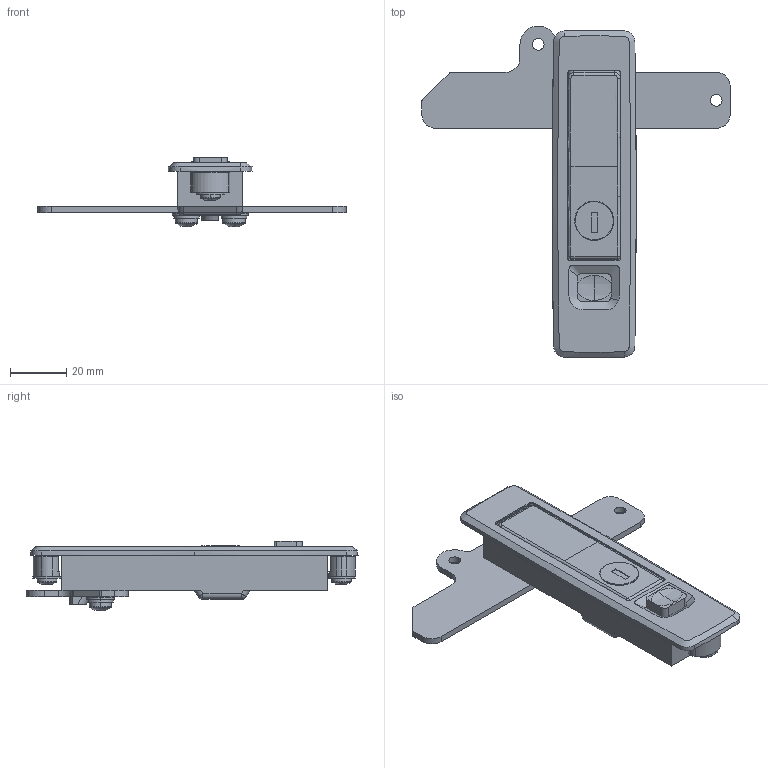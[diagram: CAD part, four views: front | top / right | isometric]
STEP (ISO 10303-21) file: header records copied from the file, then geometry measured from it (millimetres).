
FILE_DESCRIPTION (( 'STEP AP203' ), '1' );
FILE_NAME ('A-260-A-2-1.STEP', '2012-03-21T02:48:21', ( '11sw' ), ( 'タキゲン製造株式会社' ), 'SwSTEP 2.0', 'SolidWorks 2011', '' );
FILE_SCHEMA (( 'CONFIG_CONTROL_DESIGN' ));
Length unit declared in the file: millimetre
Products named in the file (11): 廫帤寠晅側傋偹偠M4_M4亊8; スプリングワッシャーM4_JIS B 1251 No.2 4; 平ワッシャーM4小型丸_JIS B 1256 Small circular 4; TPねじM4_M4×8; A-260-A-2-1オワンワッシャー__公開用; A-260-A-2-1止め金_; A-260-A-2-1本体__close; A-260-A-2-1儃僞儞_; A-260-A-2-1僴儞僪儖_; A-260-A-2-1本体_; A-260-A-2-1
Assembly tree (15 placements, depth 3):
  A-260-A-2-1
    廫帤寠晅側傋偹偠M4_M4亊8  x2
    スプリングワッシャーM4_JIS B 1251 No.2 4  x2
    平ワッシャーM4小型丸_JIS B 1256 Small circular 4  x2
    TPねじM4_M4×8  x2
    A-260-A-2-1止め金_
    A-260-A-2-1本体__close
      A-260-A-2-1本体_
      A-260-A-2-1儃僞儞_
      A-260-A-2-1僴儞僪儖_
    A-260-A-2-1オワンワッシャー__公開用  x2
Bounding box: 110 x 118.46 x 24.86 mm (x, y, z)
Volume: 33744.2 mm3; surface area: 27702.1 mm2
Topology: 14 solids, 14 shells, 399 faces, 1032 edges, 661 vertices
Faces by surface type: plane 186, cylinder 154, cone 21, sphere 16, torus 14, bspline 8
Entity records: 12211 total; most frequent: CARTESIAN_POINT 2984, DIRECTION 1727, ORIENTED_EDGE 1634, EDGE_CURVE 817, AXIS2_PLACEMENT_3D 645, VERTEX_POINT 528, LINE 437, VECTOR 437
